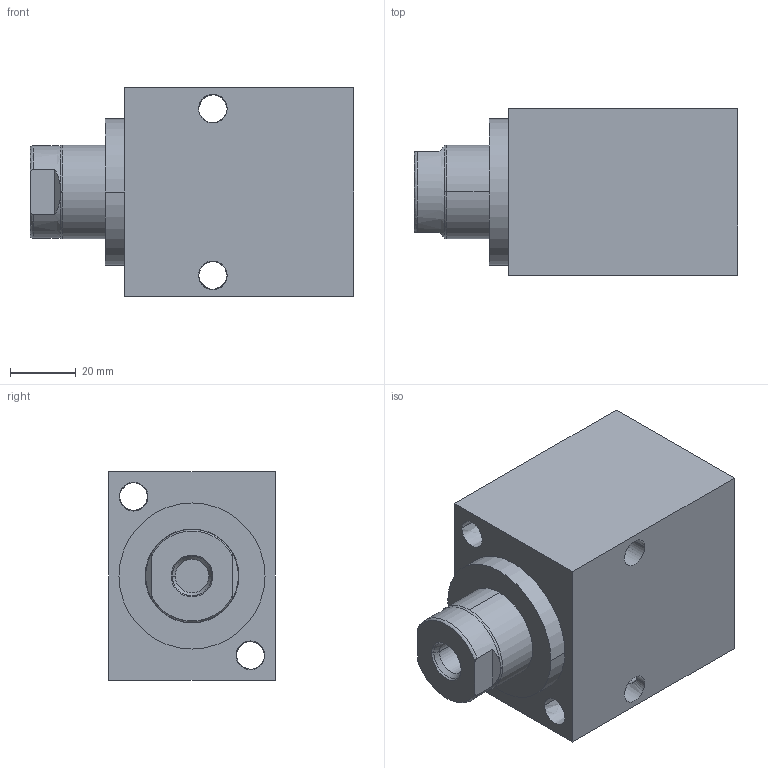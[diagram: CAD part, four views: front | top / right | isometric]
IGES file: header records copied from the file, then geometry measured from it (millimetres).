
Start section:  PTC IGES file: ilcm42012006.igs
Global section: file name: ilcm42012006.igs; native system: Pro/ENGINEER by Parametric Technology Corporation; preprocessor: 2007460; author: GLR; organization: Unknown; date: 20081215.101833; units: millimetre
Bounding box: 98.55 x 50.8 x 63.5 mm (x, y, z)
Surface area: 33254.5 mm2 (no closed solid volume)
Topology: 0 solids, 0 shells, 75 faces, 364 edges, 364 vertices
Faces by surface type: revolution 53, bspline 22
